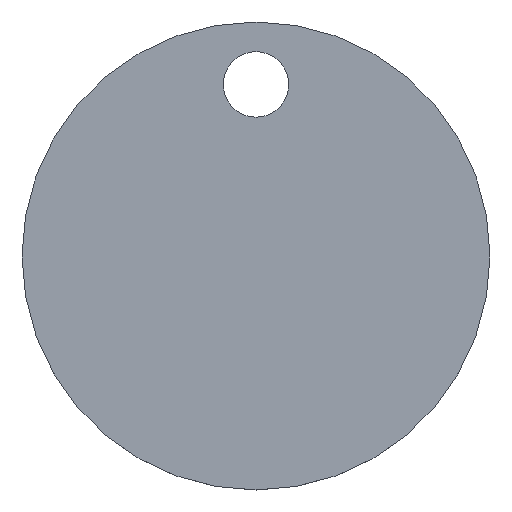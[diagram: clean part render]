
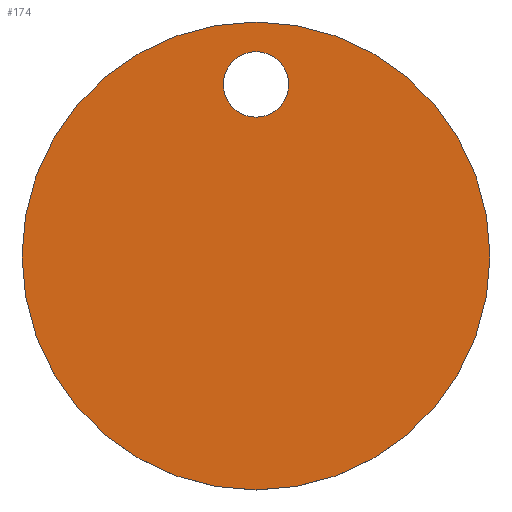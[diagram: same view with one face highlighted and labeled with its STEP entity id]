
A CAD part, top view. The second image highlights one B-rep face of the part: STEP entity #174.
In plain terms, the highlighted planar face has unit normal (0, 0, 1).
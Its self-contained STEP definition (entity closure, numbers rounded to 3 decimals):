
#40=AXIS2_PLACEMENT_3D('Circle Axis2P3D',#38,#39,$) ;
#75=AXIS2_PLACEMENT_3D('Circle Axis2P3D',#73,#74,$) ;
#125=AXIS2_PLACEMENT_3D('Circle Axis2P3D',#123,#124,$) ;
#151=AXIS2_PLACEMENT_3D('Circle Axis2P3D',#149,#150,$) ;
#164=AXIS2_PLACEMENT_3D('Plane Axis2P3D',#161,#162,#163) ;
#38=CARTESIAN_POINT('Axis2P3D Location',(15.,26.,1.2)) ;
#42=CARTESIAN_POINT('Vertex',(17.1,26.,1.2)) ;
#44=CARTESIAN_POINT('Vertex',(12.9,26.,1.2)) ;
#73=CARTESIAN_POINT('Axis2P3D Location',(15.,26.,1.2)) ;
#123=CARTESIAN_POINT('Axis2P3D Location',(15.,15.,1.2)) ;
#127=CARTESIAN_POINT('Vertex',(0.,15.,1.2)) ;
#129=CARTESIAN_POINT('Vertex',(30.,15.,1.2)) ;
#149=CARTESIAN_POINT('Axis2P3D Location',(15.,15.,1.2)) ;
#161=CARTESIAN_POINT('Axis2P3D Location',(15.,15.,1.2)) ;
#39=DIRECTION('Axis2P3D Direction',(0.,0.,-1.)) ;
#74=DIRECTION('Axis2P3D Direction',(0.,0.,-1.)) ;
#124=DIRECTION('Axis2P3D Direction',(0.,0.,-1.)) ;
#150=DIRECTION('Axis2P3D Direction',(0.,0.,-1.)) ;
#162=DIRECTION('Axis2P3D Direction',(0.,0.,-1.)) ;
#163=DIRECTION('Axis2P3D XDirection',(-1.,0.,0.)) ;
#167=ORIENTED_EDGE('',*,*,#153,.F.) ;
#168=ORIENTED_EDGE('',*,*,#131,.F.) ;
#171=ORIENTED_EDGE('',*,*,#46,.T.) ;
#172=ORIENTED_EDGE('',*,*,#77,.T.) ;
#173=FACE_BOUND('',#170,.T.) ;
#174=ADVANCED_FACE('S3D gedreht',(#169,#173),#165,.F.) ;
#41=CIRCLE('generated circle',#40,2.1) ;
#76=CIRCLE('generated circle',#75,2.1) ;
#126=CIRCLE('generated circle',#125,15.) ;
#152=CIRCLE('generated circle',#151,15.) ;
#46=EDGE_CURVE('',#43,#45,#41,.T.) ;
#77=EDGE_CURVE('',#45,#43,#76,.T.) ;
#131=EDGE_CURVE('',#128,#130,#126,.T.) ;
#153=EDGE_CURVE('',#130,#128,#152,.T.) ;
#166=EDGE_LOOP('',(#167,#168)) ;
#170=EDGE_LOOP('',(#171,#172)) ;
#169=FACE_OUTER_BOUND('',#166,.T.) ;
#165=PLANE('',#164) ;
#43=VERTEX_POINT('',#42) ;
#45=VERTEX_POINT('',#44) ;
#128=VERTEX_POINT('',#127) ;
#130=VERTEX_POINT('',#129) ;
